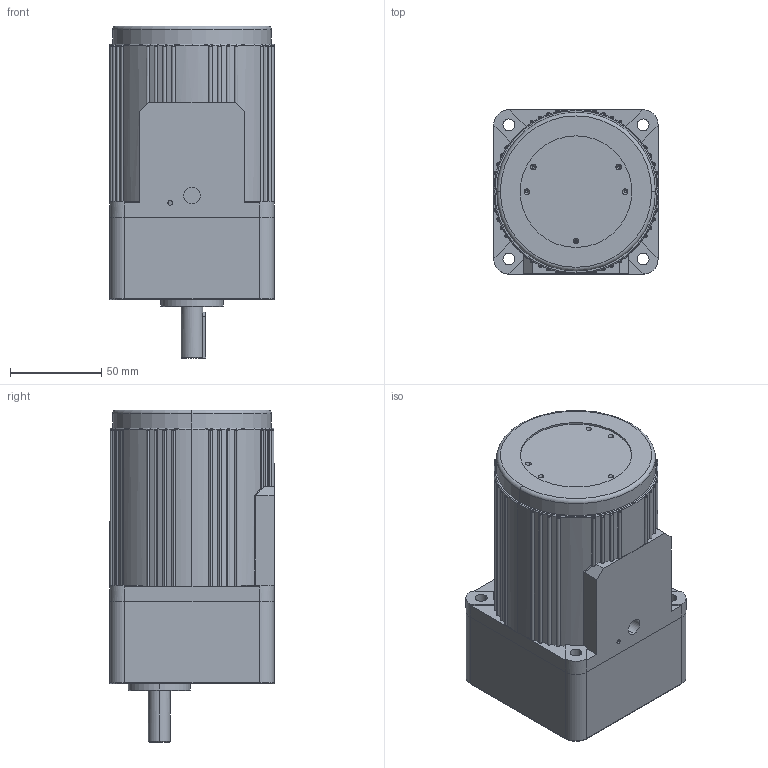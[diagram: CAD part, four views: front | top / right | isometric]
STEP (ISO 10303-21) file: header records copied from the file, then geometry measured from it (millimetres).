
FILE_DESCRIPTION (( 'STEP AP203' ), '1' );
FILE_NAME ('5IK40+5GN3-18K.STEP', '2020-01-09T00:51:37', ( 'Sky123.Org' ), ( 'Sky123.Org' ), 'SwSTEP 2.0', 'SolidWorks 2014', '' );
FILE_SCHEMA (( 'CONFIG_CONTROL_DESIGN' ));
Length unit declared in the file: millimetre
Products named in the file (4): 5IK40A; 5GN3-18K; 5IK40+5GN3-18K
Assembly tree (3 placements, depth 3):
  5IK40+5GN3-18K
    5IK40A
    5GN3-18K
      5GN3-18K
Bounding box: 90 x 90 x 182 mm (x, y, z)
Volume: 1037770.8 mm3; surface area: 90736.6 mm2
Topology: 2 solids, 2 shells, 338 faces, 832 edges, 517 vertices
Faces by surface type: cylinder 145, plane 93, torus 76, cone 22, bspline 2
Entity records: 10853 total; most frequent: CARTESIAN_POINT 2178, DIRECTION 1926, ORIENTED_EDGE 1664, AXIS2_PLACEMENT_3D 837, EDGE_CURVE 832, VERTEX_POINT 517, CIRCLE 494, EDGE_LOOP 373
